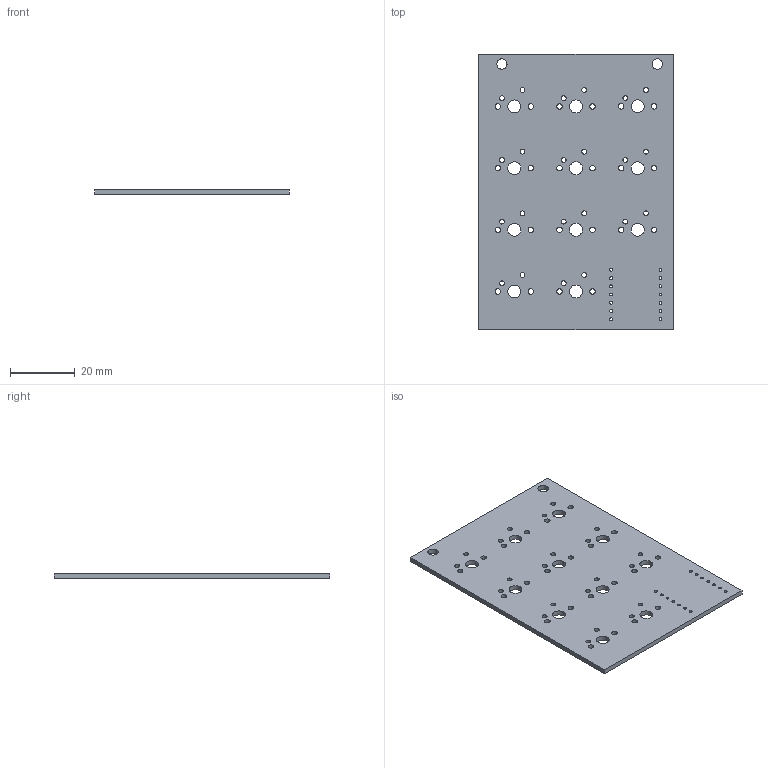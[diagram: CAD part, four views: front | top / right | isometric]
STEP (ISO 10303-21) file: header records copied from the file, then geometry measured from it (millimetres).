
FILE_DESCRIPTION(('KiCad electronic assembly'),'2;1');
FILE_NAME('MacroPad.step','2025-06-26T09:11:00',('Pcbnew'),('Kicad'), 'Open CASCADE STEP processor 7.8','KiCad to STEP converter','Unknown' );
FILE_SCHEMA(('AUTOMOTIVE_DESIGN { 1 0 10303 214 1 1 1 1 }'));
Length unit declared in the file: millimetre
Products named in the file (2): MacroPad 1; MacroPad_PCB
Assembly tree (1 placements, depth 2):
  MacroPad 1
    MacroPad_PCB
Bounding box: 60 x 85 x 1.51 mm (x, y, z)
Volume: 7320.8 mm3; surface area: 10766.4 mm2
Topology: 1 solids, 1 shells, 77 faces, 225 edges, 150 vertices
Faces by surface type: cylinder 71, plane 6
Full cylindrical faces by diameter (mm): 0.889 x14, 1.5 x22, 1.7 x22, 3.2 x2, 4 x11
Entity records: 2962 total; most frequent: DIRECTION 525, CARTESIAN_POINT 454, ORIENTED_EDGE 450, EDGE_CURVE 225, AXIS2_PLACEMENT_3D 221, FACE_BOUND 219, EDGE_LOOP 219, VERTEX_POINT 150
